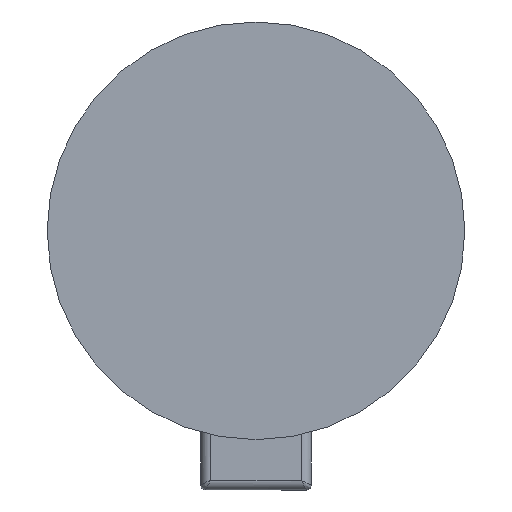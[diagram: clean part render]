
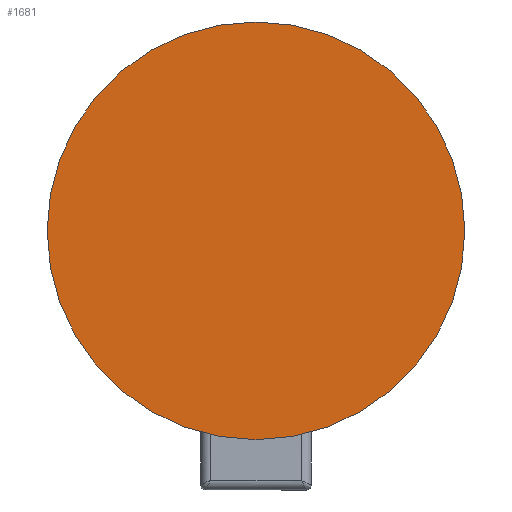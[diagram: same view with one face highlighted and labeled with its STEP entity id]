
A CAD part, front view. The second image highlights one B-rep face of the part: STEP entity #1681.
In plain terms, the highlighted planar face has unit normal (0, -1, 0).
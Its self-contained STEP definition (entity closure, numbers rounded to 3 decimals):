
#158 = VERTEX_POINT ( 'NONE', #1519 ) ;
#239 = ORIENTED_EDGE ( 'NONE', *, *, #1315, .F. ) ;
#327 = AXIS2_PLACEMENT_3D ( 'NONE', #534, #1690, #928 ) ;
#447 = CARTESIAN_POINT ( 'NONE',  ( -55.188, 1.006, -24.5 ) ) ;
#534 = CARTESIAN_POINT ( 'NONE',  ( -55.188, 1.006, -24.3 ) ) ;
#548 = FACE_OUTER_BOUND ( 'NONE', #1454, .T. ) ;
#640 = DIRECTION ( 'NONE',  ( 0., 1., 0. ) ) ;
#928 = DIRECTION ( 'NONE',  ( 0., 0., -1. ) ) ;
#1132 = CIRCLE ( 'NONE', #1543, 85. ) ;
#1315 = EDGE_CURVE ( 'NONE', #158, #158, #1132, .T. ) ;
#1454 = EDGE_LOOP ( 'NONE', ( #239 ) ) ;
#1519 = CARTESIAN_POINT ( 'NONE',  ( -55.188, 1.006, 60.5 ) ) ;
#1543 = AXIS2_PLACEMENT_3D ( 'NONE', #447, #640, #1980 ) ;
#1681 = ADVANCED_FACE ( 'NONE', ( #548 ), #1904, .T. ) ;
#1690 = DIRECTION ( 'NONE',  ( 0., -1., 0. ) ) ;
#1904 = PLANE ( 'NONE',  #327 ) ;
#1980 = DIRECTION ( 'NONE',  ( 0., 0., 1. ) ) ;
